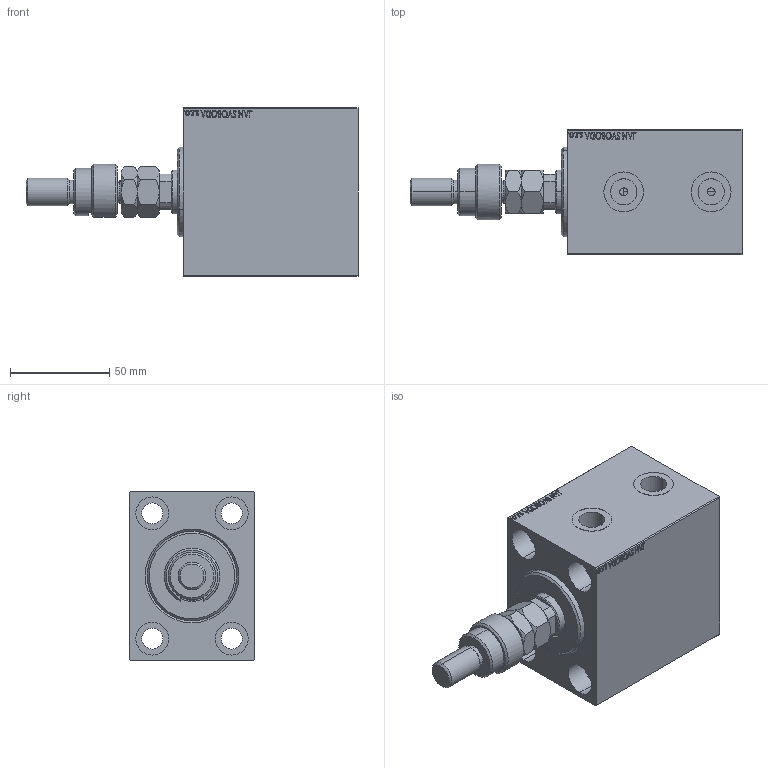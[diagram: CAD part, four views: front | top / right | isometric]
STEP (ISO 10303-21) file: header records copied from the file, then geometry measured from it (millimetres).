
FILE_DESCRIPTION (( 'STEP AP203' ), '1' );
FILE_NAME ('47a3.STEP', '2022-04-17T09:10:59', ( '' ), ( '' ), 'SwSTEP 2.0', 'SolidWorks 2019', '' );
FILE_SCHEMA (( 'CONFIG_CONTROL_DESIGN' ));
Length unit declared in the file: millimetre
Products named in the file (7): V450CM_C_Body f95bbd9c4c52c16a48d70b2a48e7c2ce; DFA f95bbd9c4c52c16a48d70b2a48e7c2ce; V450CM_C_VCP f95bbd9c4c52c16a48d70b2a48e7c2ce; V450CM_VC_B f95bbd9c4c52c16a48d70b2a48e7c2ce; 47a3; FEMALE_PART_FOR_DFA f95bbd9c4c52c16a48d70b2a48e7c2ce; MFA f95bbd9c4c52c16a48d70b2a48e7c2ce
Assembly tree (6 placements, depth 3):
  47a3
    V450CM_C_Body f95bbd9c4c52c16a48d70b2a48e7c2ce
    V450CM_C_VCP f95bbd9c4c52c16a48d70b2a48e7c2ce
    V450CM_VC_B f95bbd9c4c52c16a48d70b2a48e7c2ce
    DFA f95bbd9c4c52c16a48d70b2a48e7c2ce
      FEMALE_PART_FOR_DFA f95bbd9c4c52c16a48d70b2a48e7c2ce
      MFA f95bbd9c4c52c16a48d70b2a48e7c2ce
Bounding box: 167 x 63 x 85 mm (x, y, z)
Volume: 426718 mm3; surface area: 88918.8 mm2
Topology: 5 solids, 5 shells, 964 faces, 2436 edges, 1597 vertices
Faces by surface type: plane 441, bspline 380, cylinder 85, cone 54, torus 4
Entity records: 47467 total; most frequent: CARTESIAN_POINT 26077, ORIENTED_EDGE 4868, DIRECTION 3010, EDGE_CURVE 2434, VERTEX_POINT 1597, LINE 1378, VECTOR 1378, EDGE_LOOP 1099
